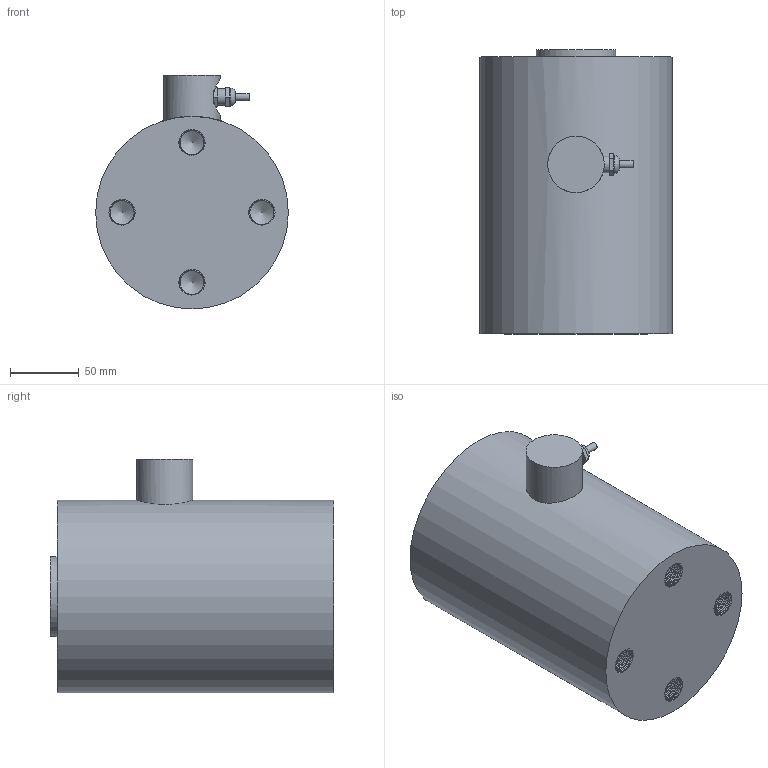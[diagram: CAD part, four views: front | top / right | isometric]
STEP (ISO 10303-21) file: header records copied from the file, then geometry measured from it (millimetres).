
FILE_DESCRIPTION(/* description */ (''),/* implementation_level */ '2;1');
FILE_NAME(/* name */ '106KS-100klb v2.step',/* time_stamp */ '2020-01-31T11:16:55-08:00',/* author */ (''),/* organization */ (''),/* preprocessor_version */ 'ST-DEVELOPER v18',/* originating_system */ 'Autodesk Translation Framework v8.12.0.6',/* authorisation */ '');
FILE_SCHEMA (('AUTOMOTIVE_DESIGN { 1 0 10303 214 3 1 1 }'));
Length unit declared in the file: inch
Products named in the file (2): 106KS-100klb; Connector
Assembly tree (1 placements, depth 2):
  106KS-100klb
    Connector
Bounding box: 139.95 x 206.25 x 169.95 mm (x, y, z)
Volume: 3102846.2 mm3; surface area: 136175.7 mm2
Topology: 2 solids, 2 shells, 173 faces, 455 edges, 295 vertices
Faces by surface type: cylinder 130, plane 29, bspline 9, cone 5
Full cylindrical faces by diameter (mm): 5.1 x1, 9.906 x1, 12 x2, 13 x1, 17.501 x52, 19.05 x52, 26.6 x1, 39.116 x1, 41 x1, 57.912 x1, 139.954 x1
Entity records: 16708 total; most frequent: CARTESIAN_POINT 12855, ORIENTED_EDGE 900, DIRECTION 601, EDGE_CURVE 450, VERTEX_POINT 295, B_SPLINE_CURVE_WITH_KNOTS 235, AXIS2_PLACEMENT_3D 219, EDGE_LOOP 187
